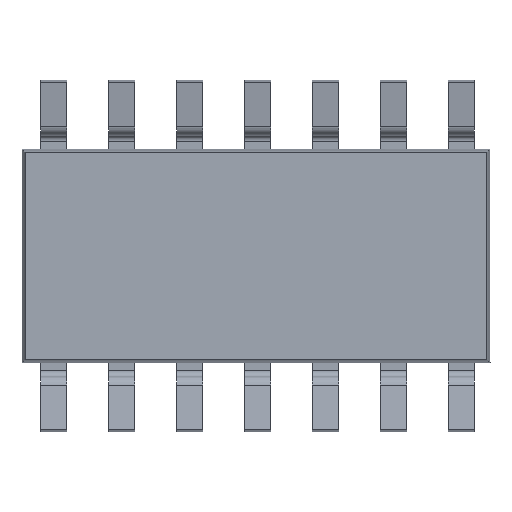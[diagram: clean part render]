
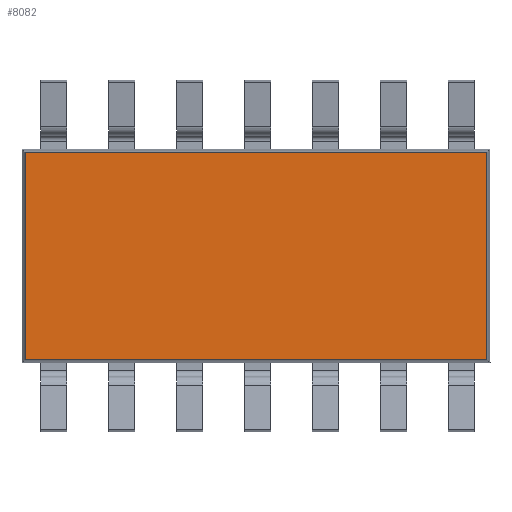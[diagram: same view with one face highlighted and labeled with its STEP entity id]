
A CAD part, front view. The second image highlights one B-rep face of the part: STEP entity #8082.
In plain terms, the highlighted planar face has unit normal (0, -1, 0).
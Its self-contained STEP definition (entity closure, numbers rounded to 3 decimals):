
#254 = FACE_OUTER_BOUND ( 'NONE', #7415, .T. ) ;
#383 = VERTEX_POINT ( 'NONE', #1913 ) ;
#1161 = VECTOR ( 'NONE', #2123, 1000. ) ;
#1329 = VERTEX_POINT ( 'NONE', #3475 ) ;
#1344 = ORIENTED_EDGE ( 'NONE', *, *, #5509, .T. ) ;
#1913 = CARTESIAN_POINT ( 'NONE',  ( -4.311, 0., 1.936 ) ) ;
#2123 = DIRECTION ( 'NONE',  ( 0., 0., -1. ) ) ;
#2169 = DIRECTION ( 'NONE',  ( 0., 0., 1. ) ) ;
#2676 = ORIENTED_EDGE ( 'NONE', *, *, #3427, .F. ) ;
#2985 = VECTOR ( 'NONE', #3863, 1000. ) ;
#3427 = EDGE_CURVE ( 'NONE', #11940, #1329, #3859, .T. ) ;
#3475 = CARTESIAN_POINT ( 'NONE',  ( 4.311, 0., -1.936 ) ) ;
#3595 = ORIENTED_EDGE ( 'NONE', *, *, #6978, .T. ) ;
#3859 = LINE ( 'NONE', #8777, #1161 ) ;
#3863 = DIRECTION ( 'NONE',  ( 1., 0., 0. ) ) ;
#4565 = DIRECTION ( 'NONE',  ( 0., 0., -1. ) ) ;
#4789 = VECTOR ( 'NONE', #4955, 1000. ) ;
#4955 = DIRECTION ( 'NONE',  ( -1., 0., 0. ) ) ;
#5156 = CARTESIAN_POINT ( 'NONE',  ( -4.311, 0., -1.936 ) ) ;
#5398 = CARTESIAN_POINT ( 'NONE',  ( 4.311, 0., 1.936 ) ) ;
#5509 = EDGE_CURVE ( 'NONE', #5832, #1329, #6392, .T. ) ;
#5832 = VERTEX_POINT ( 'NONE', #5156 ) ;
#6062 = CARTESIAN_POINT ( 'NONE',  ( 0., 0., 0. ) ) ;
#6392 = LINE ( 'NONE', #9400, #2985 ) ;
#6961 = VECTOR ( 'NONE', #4565, 1000. ) ;
#6978 = EDGE_CURVE ( 'NONE', #11940, #383, #10607, .T. ) ;
#7336 = CARTESIAN_POINT ( 'NONE',  ( -4.311, 0., 59.45 ) ) ;
#7415 = EDGE_LOOP ( 'NONE', ( #2676, #3595, #11600, #1344 ) ) ;
#7456 = LINE ( 'NONE', #7336, #6961 ) ;
#7533 = EDGE_CURVE ( 'NONE', #383, #5832, #7456, .T. ) ;
#8082 = ADVANCED_FACE ( 'NONE', ( #254 ), #10493, .F. ) ;
#8777 = CARTESIAN_POINT ( 'NONE',  ( 4.311, 0., 59.45 ) ) ;
#9400 = CARTESIAN_POINT ( 'NONE',  ( 57.075, 0., -1.936 ) ) ;
#9563 = DIRECTION ( 'NONE',  ( 0., 1., 0. ) ) ;
#10425 = CARTESIAN_POINT ( 'NONE',  ( 57.075, 0., 1.936 ) ) ;
#10493 = PLANE ( 'NONE',  #11278 ) ;
#10607 = LINE ( 'NONE', #10425, #4789 ) ;
#11278 = AXIS2_PLACEMENT_3D ( 'NONE', #6062, #9563, #2169 ) ;
#11600 = ORIENTED_EDGE ( 'NONE', *, *, #7533, .T. ) ;
#11940 = VERTEX_POINT ( 'NONE', #5398 ) ;
